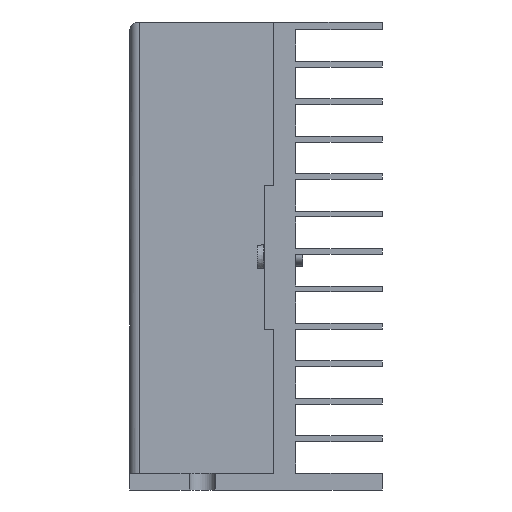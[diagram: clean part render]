
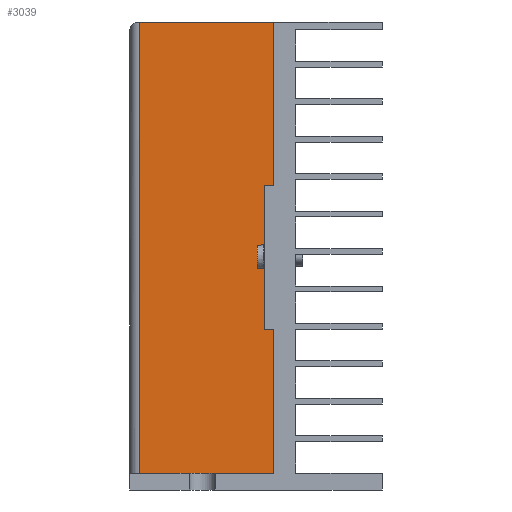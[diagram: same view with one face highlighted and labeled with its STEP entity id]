
A CAD part, left-side view. The second image highlights one B-rep face of the part: STEP entity #3039.
In plain terms, the highlighted planar face has unit normal (-1, 0, 0).
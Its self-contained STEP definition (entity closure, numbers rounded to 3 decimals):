
#166 = CARTESIAN_POINT ( 'NONE',  ( -140.2, -28., 63.5 ) ) ;
#275 = CARTESIAN_POINT ( 'NONE',  ( -140.2, 0., 3.5 ) ) ;
#331 = EDGE_LOOP ( 'NONE', ( #2336, #3828, #2057, #4464, #2401, #2495, #2011, #1620 ) ) ;
#440 = VERTEX_POINT ( 'NONE', #2893 ) ;
#533 = LINE ( 'NONE', #166, #977 ) ;
#597 = PLANE ( 'NONE',  #3047 ) ;
#633 = VECTOR ( 'NONE', #3170, 1000. ) ;
#661 = DIRECTION ( 'NONE',  ( 0., -1., 0. ) ) ;
#692 = CARTESIAN_POINT ( 'NONE',  ( -140.2, 0., 97.5 ) ) ;
#719 = VECTOR ( 'NONE', #2308, 1000. ) ;
#974 = DIRECTION ( 'NONE',  ( 1., 0., 0. ) ) ;
#977 = VECTOR ( 'NONE', #661, 1000. ) ;
#989 = DIRECTION ( 'NONE',  ( 0., -1., 0. ) ) ;
#1034 = VERTEX_POINT ( 'NONE', #4756 ) ;
#1100 = LINE ( 'NONE', #692, #4715 ) ;
#1196 = CARTESIAN_POINT ( 'NONE',  ( -140.2, -2., 3.5 ) ) ;
#1304 = VECTOR ( 'NONE', #3865, 1000. ) ;
#1322 = CARTESIAN_POINT ( 'NONE',  ( -140.2, 0., 3.5 ) ) ;
#1344 = CARTESIAN_POINT ( 'NONE',  ( -140.2, -28., 33.5 ) ) ;
#1353 = VERTEX_POINT ( 'NONE', #3360 ) ;
#1369 = LINE ( 'NONE', #1344, #5132 ) ;
#1399 = LINE ( 'NONE', #1898, #2660 ) ;
#1494 = EDGE_CURVE ( 'NONE', #440, #1353, #4641, .T. ) ;
#1551 = EDGE_CURVE ( 'NONE', #2479, #4787, #1100, .T. ) ;
#1620 = ORIENTED_EDGE ( 'NONE', *, *, #4547, .F. ) ;
#1889 = LINE ( 'NONE', #3149, #719 ) ;
#1898 = CARTESIAN_POINT ( 'NONE',  ( -140.2, -30., 3.5 ) ) ;
#2011 = ORIENTED_EDGE ( 'NONE', *, *, #1494, .F. ) ;
#2020 = CARTESIAN_POINT ( 'NONE',  ( -140.2, -2., 97.5 ) ) ;
#2057 = ORIENTED_EDGE ( 'NONE', *, *, #1551, .F. ) ;
#2132 = DIRECTION ( 'NONE',  ( 0., 0., -1. ) ) ;
#2308 = DIRECTION ( 'NONE',  ( 0., 0., 1. ) ) ;
#2332 = EDGE_CURVE ( 'NONE', #4924, #3262, #533, .T. ) ;
#2333 = EDGE_CURVE ( 'NONE', #3262, #4787, #1889, .T. ) ;
#2336 = ORIENTED_EDGE ( 'NONE', *, *, #2332, .T. ) ;
#2401 = ORIENTED_EDGE ( 'NONE', *, *, #2988, .T. ) ;
#2433 = CARTESIAN_POINT ( 'NONE',  ( -140.2, -30., 63.5 ) ) ;
#2475 = EDGE_CURVE ( 'NONE', #2479, #1034, #3668, .T. ) ;
#2479 = VERTEX_POINT ( 'NONE', #2020 ) ;
#2495 = ORIENTED_EDGE ( 'NONE', *, *, #4766, .T. ) ;
#2660 = VECTOR ( 'NONE', #3025, 1000. ) ;
#2890 = LINE ( 'NONE', #1322, #3549 ) ;
#2893 = CARTESIAN_POINT ( 'NONE',  ( -140.2, -28., 33.5 ) ) ;
#2988 = EDGE_CURVE ( 'NONE', #1034, #4866, #2890, .T. ) ;
#3025 = DIRECTION ( 'NONE',  ( 0., 0., 1. ) ) ;
#3039 = ADVANCED_FACE ( 'NONE', ( #3821 ), #597, .F. ) ;
#3047 = AXIS2_PLACEMENT_3D ( 'NONE', #275, #974, #5131 ) ;
#3149 = CARTESIAN_POINT ( 'NONE',  ( -140.2, -30., 3.5 ) ) ;
#3170 = DIRECTION ( 'NONE',  ( 0., 0., -1. ) ) ;
#3262 = VERTEX_POINT ( 'NONE', #2433 ) ;
#3307 = CARTESIAN_POINT ( 'NONE',  ( -140.2, -28., 63.5 ) ) ;
#3360 = CARTESIAN_POINT ( 'NONE',  ( -140.2, -30., 33.5 ) ) ;
#3549 = VECTOR ( 'NONE', #4542, 1000. ) ;
#3668 = LINE ( 'NONE', #1196, #633 ) ;
#3821 = FACE_OUTER_BOUND ( 'NONE', #331, .T. ) ;
#3828 = ORIENTED_EDGE ( 'NONE', *, *, #2333, .T. ) ;
#3865 = DIRECTION ( 'NONE',  ( 0., -1., 0. ) ) ;
#3870 = CARTESIAN_POINT ( 'NONE',  ( -140.2, -30., 97.5 ) ) ;
#4464 = ORIENTED_EDGE ( 'NONE', *, *, #2475, .T. ) ;
#4542 = DIRECTION ( 'NONE',  ( 0., -1., 0. ) ) ;
#4547 = EDGE_CURVE ( 'NONE', #4924, #440, #1369, .T. ) ;
#4641 = LINE ( 'NONE', #4669, #1304 ) ;
#4669 = CARTESIAN_POINT ( 'NONE',  ( -140.2, -28., 33.5 ) ) ;
#4715 = VECTOR ( 'NONE', #989, 1000. ) ;
#4756 = CARTESIAN_POINT ( 'NONE',  ( -140.2, -2., 3.5 ) ) ;
#4766 = EDGE_CURVE ( 'NONE', #4866, #1353, #1399, .T. ) ;
#4787 = VERTEX_POINT ( 'NONE', #3870 ) ;
#4866 = VERTEX_POINT ( 'NONE', #5184 ) ;
#4924 = VERTEX_POINT ( 'NONE', #3307 ) ;
#5131 = DIRECTION ( 'NONE',  ( 0., 0., -1. ) ) ;
#5132 = VECTOR ( 'NONE', #2132, 1000. ) ;
#5184 = CARTESIAN_POINT ( 'NONE',  ( -140.2, -30., 3.5 ) ) ;
